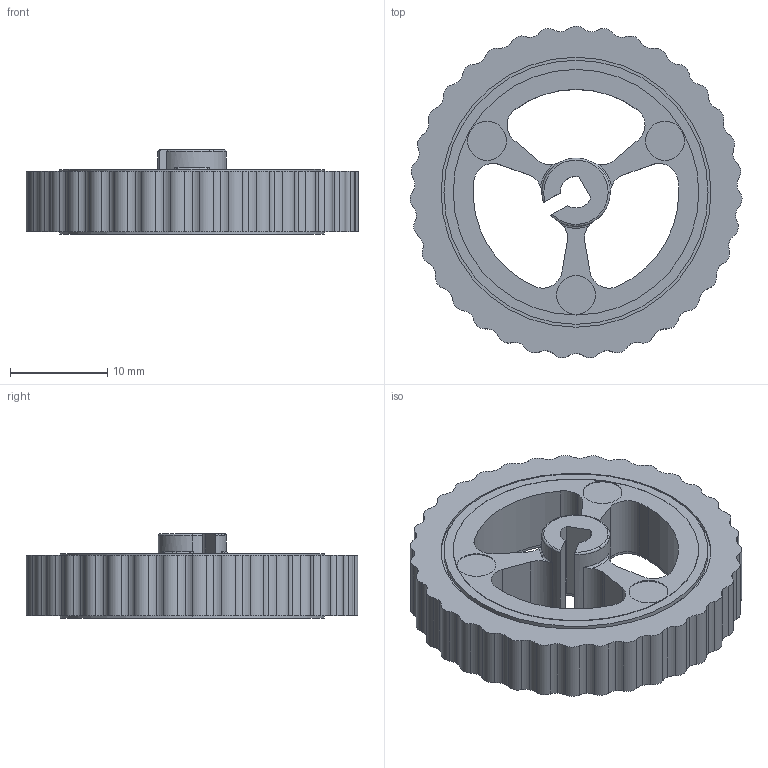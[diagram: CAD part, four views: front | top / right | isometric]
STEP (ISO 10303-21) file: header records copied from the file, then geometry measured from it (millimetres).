
FILE_DESCRIPTION (( 'STEP AP203' ), '1' );
FILE_NAME ('Llanta.step_Default_sldprt.STEP', '2020-07-28T14:54:24', ( '' ), ( '' ), 'SwSTEP 2.0', 'SolidWorks 2019', '' );
FILE_SCHEMA (( 'CONFIG_CONTROL_DESIGN' ));
Length unit declared in the file: millimetre
Products named in the file (1): Llanta.step_Default_sldprt
Bounding box: 34.07 x 34.03 x 8.65 mm (x, y, z)
Volume: 4063.9 mm3; surface area: 3573.9 mm2
Topology: 2 solids, 2 shells, 208 faces, 591 edges, 393 vertices
Faces by surface type: bspline 105, cylinder 65, plane 31, torus 7
Entity records: 7137 total; most frequent: CARTESIAN_POINT 2228, ORIENTED_EDGE 1182, DIRECTION 725, EDGE_CURVE 591, VERTEX_POINT 393, AXIS2_PLACEMENT_3D 249, LINE 227, VECTOR 227
